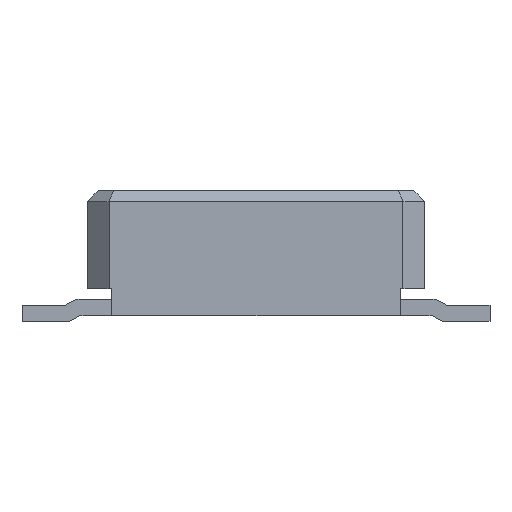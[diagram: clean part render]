
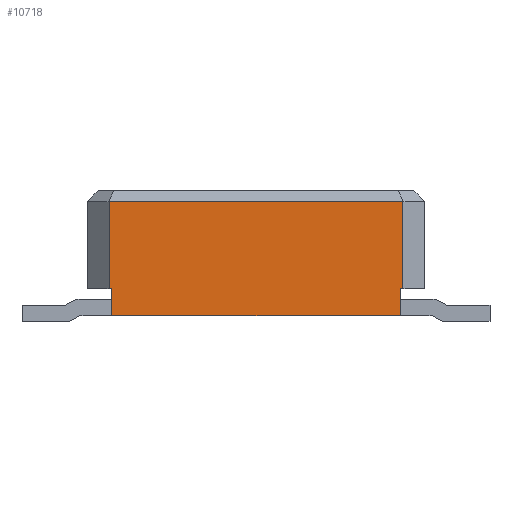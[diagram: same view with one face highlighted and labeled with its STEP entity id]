
A CAD part, left-side view. The second image highlights one B-rep face of the part: STEP entity #10718.
In plain terms, the highlighted planar face has unit normal (-1, 0, 0).
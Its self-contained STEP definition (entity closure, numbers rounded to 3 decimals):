
#602=ORIENTED_EDGE('',*,*,#3744,.T.);
#603=ORIENTED_EDGE('',*,*,#3745,.T.);
#604=ORIENTED_EDGE('',*,*,#3746,.T.);
#605=ORIENTED_EDGE('',*,*,#3747,.F.);
#606=ORIENTED_EDGE('',*,*,#3726,.F.);
#607=ORIENTED_EDGE('',*,*,#3376,.F.);
#608=ORIENTED_EDGE('',*,*,#3748,.F.);
#609=ORIENTED_EDGE('',*,*,#3749,.F.);
#3376=EDGE_CURVE('',#4980,#4981,#6012,.T.);
#3726=EDGE_CURVE('',#4981,#5269,#6362,.T.);
#3744=EDGE_CURVE('',#5283,#5284,#6380,.T.);
#3745=EDGE_CURVE('',#5284,#5285,#6381,.T.);
#3746=EDGE_CURVE('',#5285,#5286,#6382,.T.);
#3747=EDGE_CURVE('',#5269,#5286,#6383,.T.);
#3748=EDGE_CURVE('',#5287,#4980,#6384,.T.);
#3749=EDGE_CURVE('',#5283,#5287,#6385,.T.);
#4980=VERTEX_POINT('',#14471);
#4981=VERTEX_POINT('',#14473);
#5269=VERTEX_POINT('',#15173);
#5283=VERTEX_POINT('',#15210);
#5284=VERTEX_POINT('',#15211);
#5285=VERTEX_POINT('',#15213);
#5286=VERTEX_POINT('',#15215);
#5287=VERTEX_POINT('',#15218);
#6012=LINE('',#14472,#7604);
#6362=LINE('',#15172,#7954);
#6380=LINE('',#15209,#7972);
#6381=LINE('',#15212,#7973);
#6382=LINE('',#15214,#7974);
#6383=LINE('',#15216,#7975);
#6384=LINE('',#15217,#7976);
#6385=LINE('',#15219,#7977);
#7604=VECTOR('',#11770,1000.);
#7954=VECTOR('',#12244,1000.);
#7972=VECTOR('',#12272,1000.);
#7973=VECTOR('',#12273,1000.);
#7974=VECTOR('',#12274,1000.);
#7975=VECTOR('',#12275,1000.);
#7976=VECTOR('',#12276,1000.);
#7977=VECTOR('',#12277,1000.);
#9220=EDGE_LOOP('',(#602,#603,#604,#605,#606,#607,#608,#609));
#9722=FACE_BOUND('',#9220,.T.);
#10224=PLANE('',#11255);
#10718=ADVANCED_FACE('',(#9722),#10224,.F.);
#11255=AXIS2_PLACEMENT_3D('',#15208,#12270,#12271);
#11770=DIRECTION('',(0.,1.,0.));
#12244=DIRECTION('',(0.,0.,1.));
#12270=DIRECTION('',(1.,0.,0.));
#12271=DIRECTION('',(0.,1.,0.));
#12272=DIRECTION('',(0.,0.,1.));
#12273=DIRECTION('',(0.,1.,0.));
#12274=DIRECTION('',(0.,0.,-1.));
#12275=DIRECTION('',(0.,1.,0.));
#12276=DIRECTION('',(0.,0.,-1.));
#12277=DIRECTION('',(0.,1.,0.));
#14471=CARTESIAN_POINT('',(-3.25,-1.325,-0.575));
#14472=CARTESIAN_POINT('',(-3.25,-1.55,-0.575));
#14473=CARTESIAN_POINT('',(-3.25,1.325,-0.575));
#15172=CARTESIAN_POINT('',(-3.25,1.325,-0.575));
#15173=CARTESIAN_POINT('',(-3.25,1.325,-0.325));
#15208=CARTESIAN_POINT('',(-3.25,0.,0.));
#15209=CARTESIAN_POINT('',(-3.25,-1.35,0.));
#15210=CARTESIAN_POINT('',(-3.25,-1.35,-0.325));
#15211=CARTESIAN_POINT('',(-3.25,-1.35,0.475));
#15212=CARTESIAN_POINT('',(-3.25,0.,0.475));
#15213=CARTESIAN_POINT('',(-3.25,1.35,0.475));
#15214=CARTESIAN_POINT('',(-3.25,1.35,0.));
#15215=CARTESIAN_POINT('',(-3.25,1.35,-0.325));
#15216=CARTESIAN_POINT('',(-3.25,1.325,-0.325));
#15217=CARTESIAN_POINT('',(-3.25,-1.325,-0.325));
#15218=CARTESIAN_POINT('',(-3.25,-1.325,-0.325));
#15219=CARTESIAN_POINT('',(-3.25,-1.55,-0.325));
